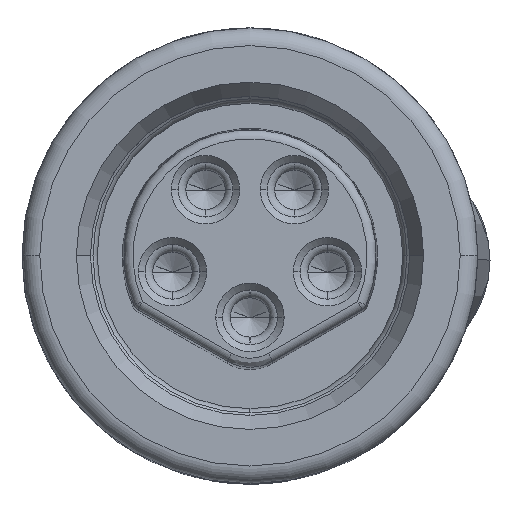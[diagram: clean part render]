
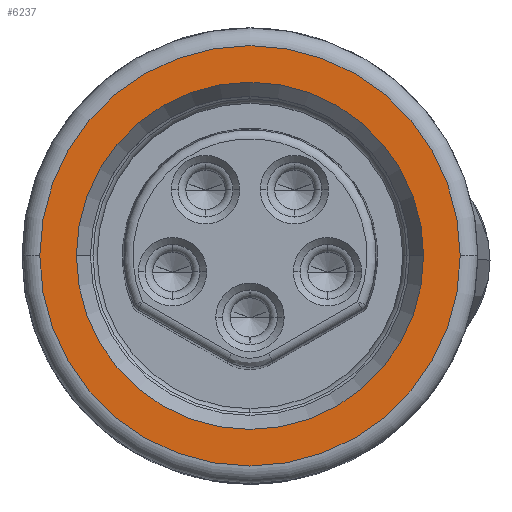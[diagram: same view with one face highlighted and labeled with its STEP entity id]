
A CAD part, top view. The second image highlights one B-rep face of the part: STEP entity #6237.
In plain terms, the highlighted planar face has unit normal (0, 0, 1).
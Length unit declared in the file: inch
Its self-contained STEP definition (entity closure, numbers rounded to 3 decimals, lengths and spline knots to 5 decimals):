
#337=CARTESIAN_POINT('',(0.,0.,-0.01969));
#338=DIRECTION('',(0.,0.,1.));
#339=DIRECTION('',(-1.,0.,0.));
#340=AXIS2_PLACEMENT_3D('',#337,#338,#339);
#361=CARTESIAN_POINT('',(0.,0.,-0.01969));
#362=DIRECTION('',(0.,0.,-1.));
#363=DIRECTION('',(-1.,0.,0.));
#364=AXIS2_PLACEMENT_3D('',#361,#362,#363);
#366=CARTESIAN_POINT('',(0.,0.,-0.01969));
#367=DIRECTION('',(0.,0.,1.));
#368=DIRECTION('',(-1.,0.,0.));
#369=AXIS2_PLACEMENT_3D('',#366,#367,#368);
#371=CARTESIAN_POINT('',(0.,0.,-0.01969));
#372=DIRECTION('',(0.,0.,1.));
#373=DIRECTION('',(1.,0.,0.));
#374=AXIS2_PLACEMENT_3D('',#371,#372,#373);
#5618=CARTESIAN_POINT('',(-0.14991,0.,-0.01969));
#5619=CARTESIAN_POINT('',(0.14991,0.,-0.01969));
#5620=VERTEX_POINT('',#5618);
#5621=VERTEX_POINT('',#5619);
#5622=CARTESIAN_POINT('',(-0.1815,0.,-0.01969));
#5623=CARTESIAN_POINT('',(0.1815,0.,-0.01969));
#5624=VERTEX_POINT('',#5622);
#5625=VERTEX_POINT('',#5623);
#6222=CARTESIAN_POINT('',(0.,0.,-0.01969));
#6223=DIRECTION('',(0.,0.,-1.));
#6224=DIRECTION('',(1.,0.,0.));
#6225=AXIS2_PLACEMENT_3D('',#6222,#6223,#6224);
#6226=PLANE('',#6225);
#6228=ORIENTED_EDGE('',*,*,#6227,.F.);
#6230=ORIENTED_EDGE('',*,*,#6229,.F.);
#6231=EDGE_LOOP('',(#6228,#6230));
#6232=FACE_OUTER_BOUND('',#6231,.F.);
#6233=ORIENTED_EDGE('',*,*,#6216,.F.);
#6234=ORIENTED_EDGE('',*,*,#6186,.T.);
#6235=EDGE_LOOP('',(#6233,#6234));
#6236=FACE_BOUND('',#6235,.F.);
#6237=ADVANCED_FACE('',(#6232,#6236),#6226,.F.);
#341=CIRCLE('',#340,0.14991);
#365=CIRCLE('',#364,0.14991);
#370=CIRCLE('',#369,0.1815);
#375=CIRCLE('',#374,0.1815);
#6186=EDGE_CURVE('',#5620,#5621,#341,.T.);
#6216=EDGE_CURVE('',#5620,#5621,#365,.T.);
#6227=EDGE_CURVE('',#5624,#5625,#370,.T.);
#6229=EDGE_CURVE('',#5625,#5624,#375,.T.);
